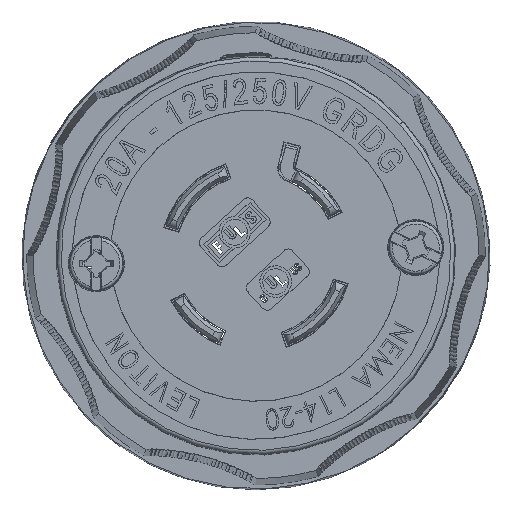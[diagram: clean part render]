
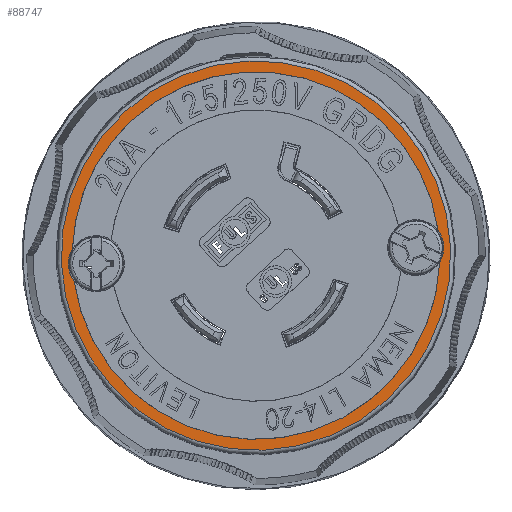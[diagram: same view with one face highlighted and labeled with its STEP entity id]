
A CAD part, front view. The second image highlights one B-rep face of the part: STEP entity #88747.
In plain terms, the highlighted planar face has unit normal (0, -1, 0).
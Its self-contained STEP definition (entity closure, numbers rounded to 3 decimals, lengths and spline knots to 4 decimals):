
#1166 = DIRECTION ( 'NONE',  ( 0., -1., 0. ) ) ;
#1892 = VERTEX_POINT ( 'NONE', #13059 ) ;
#1964 = VERTEX_POINT ( 'NONE', #38027 ) ;
#6282 = EDGE_CURVE ( 'NONE', #1892, #55762, #89658, .T. ) ;
#9085 = EDGE_CURVE ( 'NONE', #41531, #1964, #94146, .T. ) ;
#9258 = DIRECTION ( 'NONE',  ( 0.739, 0., 0.674 ) ) ;
#10223 = DIRECTION ( 'NONE',  ( 0., -1., 0. ) ) ;
#12147 = ORIENTED_EDGE ( 'NONE', *, *, #9085, .T. ) ;
#12746 = AXIS2_PLACEMENT_3D ( 'NONE', #56660, #80557, #71787 ) ;
#13059 = CARTESIAN_POINT ( 'NONE',  ( -0.9634, 0.2518, 0.1977 ) ) ;
#14360 = ORIENTED_EDGE ( 'NONE', *, *, #58150, .T. ) ;
#16576 = DIRECTION ( 'NONE',  ( 0., -1., 0. ) ) ;
#17089 = CARTESIAN_POINT ( 'NONE',  ( -0.8451, 0.2518, 0.1262 ) ) ;
#22573 = CARTESIAN_POINT ( 'NONE',  ( 0.8483, 0.2518, 0.1338 ) ) ;
#24868 = DIRECTION ( 'NONE',  ( 0.739, 0., 0.674 ) ) ;
#25065 = VERTEX_POINT ( 'NONE', #51229 ) ;
#31748 = DIRECTION ( 'NONE',  ( 0., -1., 0. ) ) ;
#33861 = ORIENTED_EDGE ( 'NONE', *, *, #6282, .F. ) ;
#35889 = CARTESIAN_POINT ( 'NONE',  ( -0.0576, 0.2518, 0.1658 ) ) ;
#36574 = DIRECTION ( 'NONE',  ( 0., 1., 0. ) ) ;
#37034 = EDGE_CURVE ( 'NONE', #55726, #45389, #44579, .T. ) ;
#38027 = CARTESIAN_POINT ( 'NONE',  ( -0.767, 0.2518, -0.4814 ) ) ;
#38432 = CARTESIAN_POINT ( 'NONE',  ( 0.8406, 0.2518, 0.2882 ) ) ;
#39177 = DIRECTION ( 'NONE',  ( 0.739, 0., 0.674 ) ) ;
#39529 = CARTESIAN_POINT ( 'NONE',  ( 1.5317, 0.2518, 0.104 ) ) ;
#40372 = EDGE_LOOP ( 'NONE', ( #33861, #14360, #80243, #94276, #100049 ) ) ;
#41531 = VERTEX_POINT ( 'NONE', #90246 ) ;
#44579 = CIRCLE ( 'NONE', #89403, 0.1383 ) ;
#45389 = VERTEX_POINT ( 'NONE', #38432 ) ;
#45615 = DIRECTION ( 'NONE',  ( 0.739, 0., 0.674 ) ) ;
#46922 = CIRCLE ( 'NONE', #96722, 0.9602 ) ;
#47504 = CIRCLE ( 'NONE', #65799, 0.9064 ) ;
#49321 = CARTESIAN_POINT ( 'NONE',  ( -0.0576, 0.2518, 0.1658 ) ) ;
#51015 = DIRECTION ( 'NONE',  ( 0.739, 0., 0.674 ) ) ;
#51229 = CARTESIAN_POINT ( 'NONE',  ( -0.6684, 0.2518, 0.8354 ) ) ;
#52155 = EDGE_CURVE ( 'NONE', #25065, #45389, #47504, .T. ) ;
#55726 = VERTEX_POINT ( 'NONE', #22573 ) ;
#55762 = VERTEX_POINT ( 'NONE', #101628 ) ;
#56660 = CARTESIAN_POINT ( 'NONE',  ( -0.0576, 0.2518, 0.1658 ) ) ;
#56737 = CIRCLE ( 'NONE', #79971, 0.9064 ) ;
#58150 = EDGE_CURVE ( 'NONE', #1892, #25065, #62761, .T. ) ;
#58336 = DIRECTION ( 'NONE',  ( 0., 1., 0. ) ) ;
#59527 = DIRECTION ( 'NONE',  ( 0.739, 0., 0.674 ) ) ;
#62761 = CIRCLE ( 'NONE', #77631, 0.9064 ) ;
#63410 = AXIS2_PLACEMENT_3D ( 'NONE', #17089, #16576, #9258 ) ;
#63538 = FACE_OUTER_BOUND ( 'NONE', #81183, .T. ) ;
#65393 = ORIENTED_EDGE ( 'NONE', *, *, #89567, .T. ) ;
#65799 = AXIS2_PLACEMENT_3D ( 'NONE', #35889, #58336, #51015 ) ;
#66728 = EDGE_CURVE ( 'NONE', #55726, #55762, #56737, .T. ) ;
#71787 = DIRECTION ( 'NONE',  ( 0.739, 0., 0.674 ) ) ;
#77631 = AXIS2_PLACEMENT_3D ( 'NONE', #99532, #36574, #59527 ) ;
#78049 = DIRECTION ( 'NONE',  ( 0.739, 0., 0.674 ) ) ;
#79608 = FACE_BOUND ( 'NONE', #40372, .T. ) ;
#79971 = AXIS2_PLACEMENT_3D ( 'NONE', #49321, #84130, #45615 ) ;
#80243 = ORIENTED_EDGE ( 'NONE', *, *, #52155, .T. ) ;
#80289 = CARTESIAN_POINT ( 'NONE',  ( 0.73, 0.2518, 0.2053 ) ) ;
#80557 = DIRECTION ( 'NONE',  ( 0., -1., 0. ) ) ;
#81183 = EDGE_LOOP ( 'NONE', ( #12147, #65393 ) ) ;
#83613 = AXIS2_PLACEMENT_3D ( 'NONE', #39529, #31748, #78049 ) ;
#84130 = DIRECTION ( 'NONE',  ( 0., 1., 0. ) ) ;
#88747 = ADVANCED_FACE ( 'NONE', ( #63538, #79608 ), #95697, .T. ) ;
#89403 = AXIS2_PLACEMENT_3D ( 'NONE', #80289, #1166, #39177 ) ;
#89567 = EDGE_CURVE ( 'NONE', #1964, #41531, #46922, .T. ) ;
#89658 = CIRCLE ( 'NONE', #63410, 0.1383 ) ;
#90246 = CARTESIAN_POINT ( 'NONE',  ( 0.6519, 0.2518, 0.8129 ) ) ;
#94146 = CIRCLE ( 'NONE', #12746, 0.9602 ) ;
#94276 = ORIENTED_EDGE ( 'NONE', *, *, #37034, .F. ) ;
#95697 = PLANE ( 'NONE',  #83613 ) ;
#96614 = CARTESIAN_POINT ( 'NONE',  ( -0.0576, 0.2518, 0.1658 ) ) ;
#96722 = AXIS2_PLACEMENT_3D ( 'NONE', #96614, #10223, #24868 ) ;
#99532 = CARTESIAN_POINT ( 'NONE',  ( -0.0576, 0.2518, 0.1658 ) ) ;
#100049 = ORIENTED_EDGE ( 'NONE', *, *, #66728, .T. ) ;
#101628 = CARTESIAN_POINT ( 'NONE',  ( -0.9557, 0.2518, 0.0433 ) ) ;
